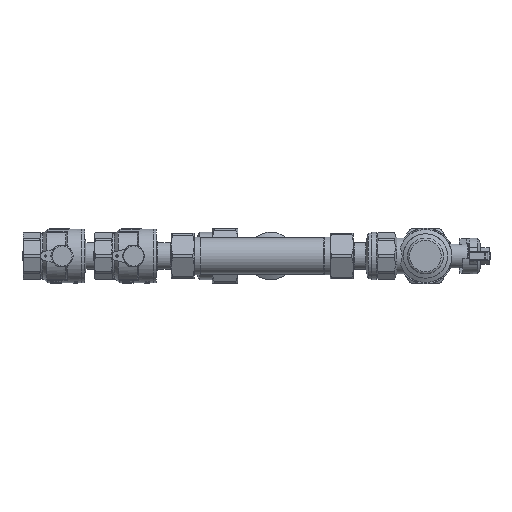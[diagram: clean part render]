
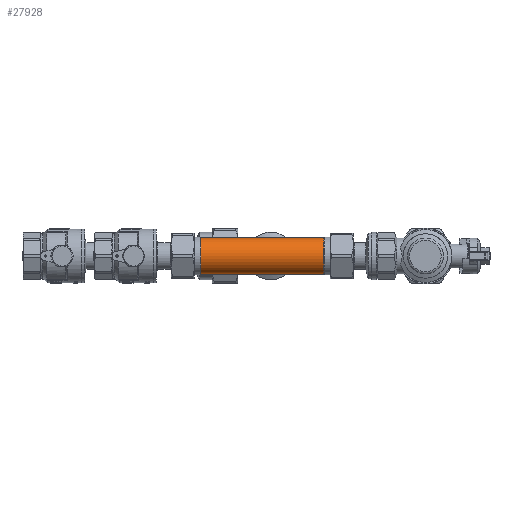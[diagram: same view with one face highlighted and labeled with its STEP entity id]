
A CAD part, front view. The second image highlights one B-rep face of the part: STEP entity #27928.
In plain terms, the highlighted cylindrical face has radius 12.7 mm (diameter 25.4 mm), a full revolution.
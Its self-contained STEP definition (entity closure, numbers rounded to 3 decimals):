
#5513=CYLINDRICAL_SURFACE('',#32058,12.7);
#6093=ORIENTED_EDGE('',*,*,#14433,.F.);
#6094=ORIENTED_EDGE('',*,*,#14435,.T.);
#14433=EDGE_CURVE('',#18646,#18646,#21527,.T.);
#14435=EDGE_CURVE('',#18648,#18648,#21529,.T.);
#18646=VERTEX_POINT('',#46354);
#18648=VERTEX_POINT('',#46359);
#21527=CIRCLE('',#32054,12.7);
#21529=CIRCLE('',#32057,12.7);
#22522=EDGE_LOOP('',(#6093));
#22523=EDGE_LOOP('',(#6094));
#24670=FACE_BOUND('',#22522,.T.);
#24671=FACE_BOUND('',#22523,.T.);
#27928=ADVANCED_FACE('',(#24670,#24671),#5513,.T.);
#32054=AXIS2_PLACEMENT_3D('',#46353,#36317,#36318);
#32057=AXIS2_PLACEMENT_3D('',#46358,#36323,#36324);
#32058=AXIS2_PLACEMENT_3D('',#46360,#36325,#36326);
#36317=DIRECTION('',(1.,0.,0.));
#36318=DIRECTION('',(0.,1.,0.));
#36323=DIRECTION('',(1.,0.,0.));
#36324=DIRECTION('',(0.,1.,0.));
#36325=DIRECTION('',(1.,0.,0.));
#36326=DIRECTION('',(0.,1.,0.));
#46353=CARTESIAN_POINT('',(134.8,0.,-11.));
#46354=CARTESIAN_POINT('',(134.8,12.7,-11.));
#46358=CARTESIAN_POINT('',(48.8,0.,-11.));
#46359=CARTESIAN_POINT('',(48.8,12.7,-11.));
#46360=CARTESIAN_POINT('',(91.8,0.,-11.));
